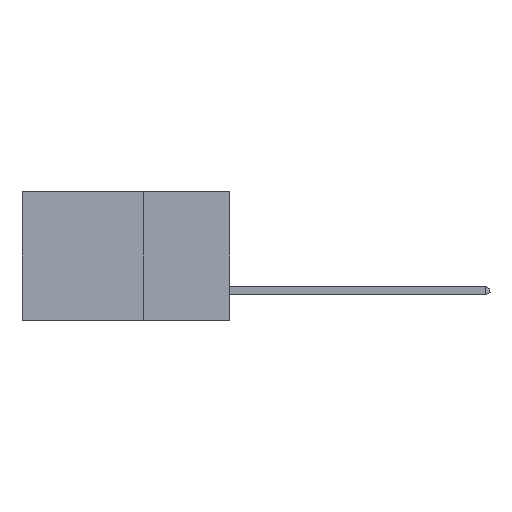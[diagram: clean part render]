
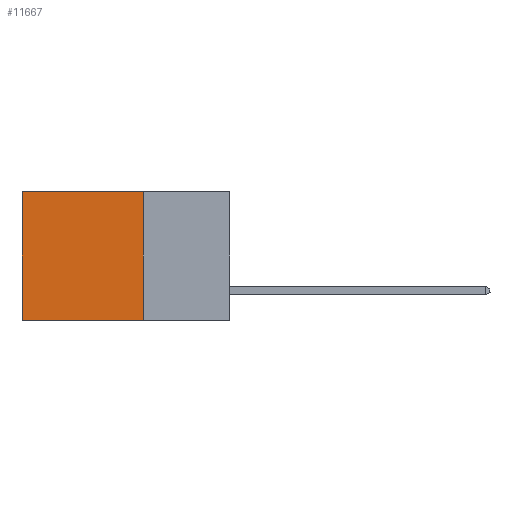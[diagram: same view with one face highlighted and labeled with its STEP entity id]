
A CAD part, left-side view. The second image highlights one B-rep face of the part: STEP entity #11667.
In plain terms, the highlighted planar face has unit normal (-1, 0, 0).
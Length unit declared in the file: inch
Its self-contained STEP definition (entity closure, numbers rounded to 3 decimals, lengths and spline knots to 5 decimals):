
#431 = EDGE_CURVE ( 'NONE', #9083, #12951, #8759, .T. ) ;
#762 = CARTESIAN_POINT ( 'NONE',  ( 0.298, 0.25, 0. ) ) ;
#1235 = ORIENTED_EDGE ( 'NONE', *, *, #13043, .F. ) ;
#1713 = LINE ( 'NONE', #5360, #5472 ) ;
#2341 = CARTESIAN_POINT ( 'NONE',  ( 0.298, 0.25, -0.37 ) ) ;
#2345 = CARTESIAN_POINT ( 'NONE',  ( 0.298, 0.6, -0.37 ) ) ;
#2655 = DIRECTION ( 'NONE',  ( 0., 0., -1. ) ) ;
#3991 = CARTESIAN_POINT ( 'NONE',  ( 0.298, 0.25, 0. ) ) ;
#5112 = LINE ( 'NONE', #2341, #8091 ) ;
#5360 = CARTESIAN_POINT ( 'NONE',  ( 0.298, 0.6, 0. ) ) ;
#5440 = ORIENTED_EDGE ( 'NONE', *, *, #15075, .F. ) ;
#5472 = VECTOR ( 'NONE', #2655, 39.37008 ) ;
#5777 = DIRECTION ( 'NONE',  ( 1., 0., 0. ) ) ;
#6433 = VECTOR ( 'NONE', #8965, 39.37008 ) ;
#6637 = DIRECTION ( 'NONE',  ( 0., 1., 0. ) ) ;
#8091 = VECTOR ( 'NONE', #11432, 39.37008 ) ;
#8759 = LINE ( 'NONE', #14272, #11739 ) ;
#8965 = DIRECTION ( 'NONE',  ( 0., 0., -1. ) ) ;
#9083 = VERTEX_POINT ( 'NONE', #11176 ) ;
#9267 = ORIENTED_EDGE ( 'NONE', *, *, #13068, .T. ) ;
#9410 = LINE ( 'NONE', #3991, #6433 ) ;
#11176 = CARTESIAN_POINT ( 'NONE',  ( 0.298, 0.25, 0. ) ) ;
#11432 = DIRECTION ( 'NONE',  ( 0., 1., 0. ) ) ;
#11667 = ADVANCED_FACE ( 'NONE', ( #15145 ), #14613, .F. ) ;
#11739 = VECTOR ( 'NONE', #6637, 39.37008 ) ;
#11750 = VERTEX_POINT ( 'NONE', #12278 ) ;
#12278 = CARTESIAN_POINT ( 'NONE',  ( 0.298, 0.25, -0.37 ) ) ;
#12951 = VERTEX_POINT ( 'NONE', #15124 ) ;
#13043 = EDGE_CURVE ( 'NONE', #11750, #14959, #5112, .T. ) ;
#13068 = EDGE_CURVE ( 'NONE', #12951, #14959, #1713, .T. ) ;
#14272 = CARTESIAN_POINT ( 'NONE',  ( 0.298, 0.25, 0. ) ) ;
#14276 = ORIENTED_EDGE ( 'NONE', *, *, #431, .T. ) ;
#14613 = PLANE ( 'NONE',  #15216 ) ;
#14772 = EDGE_LOOP ( 'NONE', ( #9267, #1235, #5440, #14276 ) ) ;
#14959 = VERTEX_POINT ( 'NONE', #2345 ) ;
#15075 = EDGE_CURVE ( 'NONE', #9083, #11750, #9410, .T. ) ;
#15124 = CARTESIAN_POINT ( 'NONE',  ( 0.298, 0.6, 0. ) ) ;
#15145 = FACE_OUTER_BOUND ( 'NONE', #14772, .T. ) ;
#15216 = AXIS2_PLACEMENT_3D ( 'NONE', #762, #5777, #16017 ) ;
#16017 = DIRECTION ( 'NONE',  ( 0., 0., -1. ) ) ;
